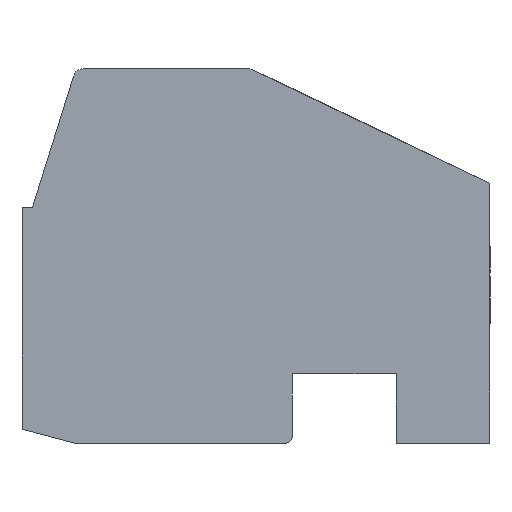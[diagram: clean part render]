
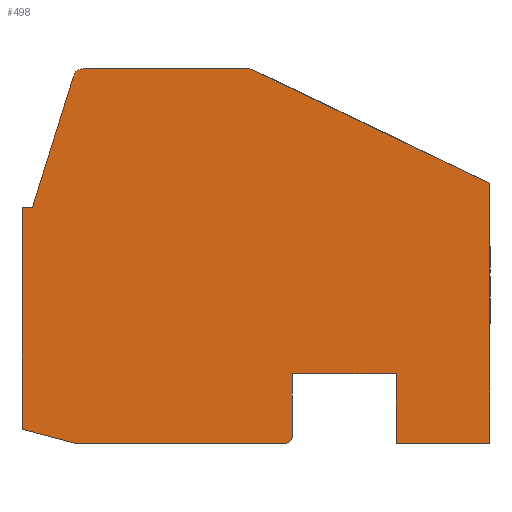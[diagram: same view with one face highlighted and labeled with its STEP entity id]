
A CAD part, left-side view. The second image highlights one B-rep face of the part: STEP entity #498.
In plain terms, the highlighted planar face has unit normal (-1, 0, 0).
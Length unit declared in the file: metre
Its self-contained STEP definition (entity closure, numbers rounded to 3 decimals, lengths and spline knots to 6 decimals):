
#498=ADVANCED_FACE('',(#1153),#1154,.F.);
#1153=FACE_OUTER_BOUND('',#1947,.T.);
#1154=PLANE('',#1948);
#1947=EDGE_LOOP('',(#3374,#3375,#3376,#3377,#3378,#3379,#3380,#3381,#3382,#3383,#3384,#3385,#3386,#3387,#3388));
#1948=AXIS2_PLACEMENT_3D('',#3389,#3390,#3391);
#3374=ORIENTED_EDGE('',*,*,#4767,.F.);
#3375=ORIENTED_EDGE('',*,*,#4761,.F.);
#3376=ORIENTED_EDGE('',*,*,#5041,.F.);
#3377=ORIENTED_EDGE('',*,*,#4654,.F.);
#3378=ORIENTED_EDGE('',*,*,#5042,.F.);
#3379=ORIENTED_EDGE('',*,*,#5043,.F.);
#3380=ORIENTED_EDGE('',*,*,#4520,.F.);
#3381=ORIENTED_EDGE('',*,*,#5044,.F.);
#3382=ORIENTED_EDGE('',*,*,#4538,.F.);
#3383=ORIENTED_EDGE('',*,*,#5045,.F.);
#3384=ORIENTED_EDGE('',*,*,#5046,.F.);
#3385=ORIENTED_EDGE('',*,*,#5047,.F.);
#3386=ORIENTED_EDGE('',*,*,#4680,.F.);
#3387=ORIENTED_EDGE('',*,*,#5048,.F.);
#3388=ORIENTED_EDGE('',*,*,#5049,.F.);
#3389=CARTESIAN_POINT('',(-0.015,0.,0.0197));
#3390=DIRECTION('',(1.0,0.,0.));
#3391=DIRECTION('',(0.0,0.,1.0));
#4520=EDGE_CURVE('',#5363,#5366,#5367,.T.);
#4538=EDGE_CURVE('',#5393,#5396,#5397,.T.);
#4654=EDGE_CURVE('',#5593,#5583,#5595,.T.);
#4680=EDGE_CURVE('',#5643,#5646,#5647,.T.);
#4761=EDGE_CURVE('',#5778,#5780,#5781,.T.);
#4767=EDGE_CURVE('',#5780,#5790,#5791,.T.);
#5041=EDGE_CURVE('',#5583,#5778,#6205,.T.);
#5042=EDGE_CURVE('',#6206,#5593,#6207,.T.);
#5043=EDGE_CURVE('',#5366,#6206,#6208,.T.);
#5044=EDGE_CURVE('',#5396,#5363,#6209,.T.);
#5045=EDGE_CURVE('',#6210,#5393,#6211,.T.);
#5046=EDGE_CURVE('',#6212,#6210,#6213,.T.);
#5047=EDGE_CURVE('',#5646,#6212,#6214,.T.);
#5048=EDGE_CURVE('',#6215,#5643,#6216,.T.);
#5049=EDGE_CURVE('',#5790,#6215,#6217,.T.);
#5363=VERTEX_POINT('',#6596);
#5366=VERTEX_POINT('',#6600);
#5367=LINE('',#6601,#6602);
#5393=VERTEX_POINT('',#6639);
#5396=VERTEX_POINT('',#6643);
#5397=LINE('',#6644,#6645);
#5583=VERTEX_POINT('',#6939);
#5593=VERTEX_POINT('',#6954);
#5595=LINE('',#6957,#6958);
#5643=VERTEX_POINT('',#7026);
#5646=VERTEX_POINT('',#7030);
#5647=LINE('',#7031,#7032);
#5778=VERTEX_POINT('',#7212);
#5780=VERTEX_POINT('',#7215);
#5781=LINE('',#7216,#7217);
#5790=VERTEX_POINT('',#7227);
#5791=LINE('',#7228,#7229);
#6205=LINE('',#7825,#7826);
#6206=VERTEX_POINT('',#7827);
#6207=LINE('',#7828,#7829);
#6208=CIRCLE('',#7830,0.0003);
#6209=CIRCLE('',#7831,0.0003);
#6210=VERTEX_POINT('',#7832);
#6211=LINE('',#7833,#7834);
#6212=VERTEX_POINT('',#7835);
#6213=LINE('',#7836,#7837);
#6214=LINE('',#7838,#7839);
#6215=VERTEX_POINT('',#7840);
#6216=CIRCLE('',#7841,0.0002);
#6217=LINE('',#7842,#7843);
#6596=CARTESIAN_POINT('',(-0.015,0.,0.02));
#6600=CARTESIAN_POINT('',(-0.015,-0.004761,0.02));
#6601=CARTESIAN_POINT('',(-0.015,-0.004761,0.02));
#6602=VECTOR('',#8323,1.0);
#6639=CARTESIAN_POINT('',(-0.015,0.001471,0.016));
#6643=CARTESIAN_POINT('',(-0.015,0.000286,0.019789));
#6644=CARTESIAN_POINT('',(-0.015,0.000286,0.019789));
#6645=VECTOR('',#8339,1.0);
#6939=CARTESIAN_POINT('',(-0.015,-0.011729,0.0092));
#6954=CARTESIAN_POINT('',(-0.015,-0.011729,0.0167));
#6957=CARTESIAN_POINT('',(-0.015,-0.011729,0.0092));
#6958=VECTOR('',#8489,1.0);
#7026=CARTESIAN_POINT('',(-0.015,-0.005829,0.0092));
#7030=CARTESIAN_POINT('',(-0.015,0.000271,0.0092));
#7031=CARTESIAN_POINT('',(-0.015,0.000271,0.0092));
#7032=VECTOR('',#8520,1.0);
#7212=CARTESIAN_POINT('',(-0.015,-0.009029,0.0092));
#7215=CARTESIAN_POINT('',(-0.015,-0.009029,0.0112));
#7216=CARTESIAN_POINT('',(-0.015,-0.009029,0.0112));
#7217=VECTOR('',#8611,1.0);
#7227=CARTESIAN_POINT('',(-0.015,-0.006029,0.0112));
#7228=CARTESIAN_POINT('',(-0.015,-0.006029,0.0112));
#7229=VECTOR('',#8622,1.0);
#7825=CARTESIAN_POINT('',(-0.015,-0.009029,0.0092));
#7826=VECTOR('',#8918,1.0);
#7827=CARTESIAN_POINT('',(-0.015,-0.004891,0.019971));
#7828=CARTESIAN_POINT('',(-0.015,-0.011729,0.0167));
#7829=VECTOR('',#8919,1.0);
#7830=AXIS2_PLACEMENT_3D('',#8920,#8921,#8922);
#7831=AXIS2_PLACEMENT_3D('',#8923,#8924,#8925);
#7832=CARTESIAN_POINT('',(-0.015,0.001771,0.016));
#7833=CARTESIAN_POINT('',(-0.015,0.001471,0.016));
#7834=VECTOR('',#8926,1.0);
#7835=CARTESIAN_POINT('',(-0.015,0.001771,0.009602));
#7836=CARTESIAN_POINT('',(-0.015,0.001771,0.016));
#7837=VECTOR('',#8927,1.0);
#7838=CARTESIAN_POINT('',(-0.015,0.001771,0.009602));
#7839=VECTOR('',#8928,1.0);
#7840=CARTESIAN_POINT('',(-0.015,-0.006029,0.0094));
#7841=AXIS2_PLACEMENT_3D('',#8929,#8930,#8931);
#7842=CARTESIAN_POINT('',(-0.015,-0.006029,0.0094));
#7843=VECTOR('',#8932,1.0);
#8323=DIRECTION('',(0.,-1.0,0.));
#8339=DIRECTION('',(0.,-0.298,0.954));
#8489=DIRECTION('',(0.0,0.,-1.0));
#8520=DIRECTION('',(0.,1.0,0.));
#8611=DIRECTION('',(0.0,0.,1.0));
#8622=DIRECTION('',(0.,1.0,0.));
#8918=DIRECTION('',(0.,1.0,0.));
#8919=DIRECTION('',(0.,-0.902,-0.431));
#8920=CARTESIAN_POINT('',(-0.015,-0.004761,0.0197));
#8921=DIRECTION('',(1.0,0.,0.));
#8922=DIRECTION('',(0.,0.221,-0.975));
#8923=CARTESIAN_POINT('',(-0.015,0.,0.0197));
#8924=DIRECTION('',(1.0,0.,0.));
#8925=DIRECTION('',(0.,-0.592,-0.806));
#8926=DIRECTION('',(0.,-1.0,0.));
#8927=DIRECTION('',(0.,0.,1.0));
#8928=DIRECTION('',(0.,0.966,0.259));
#8929=CARTESIAN_POINT('',(-0.015,-0.005829,0.0094));
#8930=DIRECTION('',(1.0,0.,0.));
#8931=DIRECTION('',(0.,0.707,0.707));
#8932=DIRECTION('',(0.,0.,-1.0));
